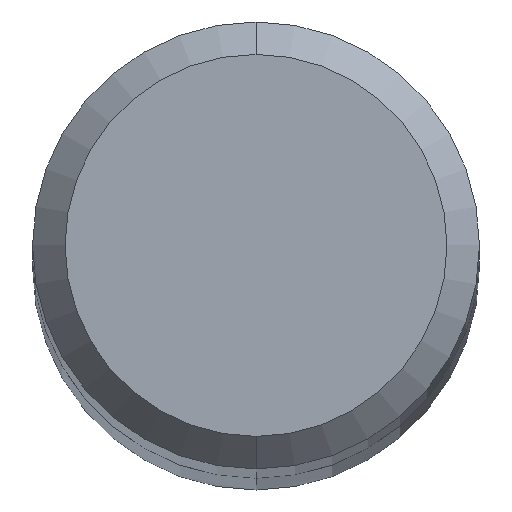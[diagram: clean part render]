
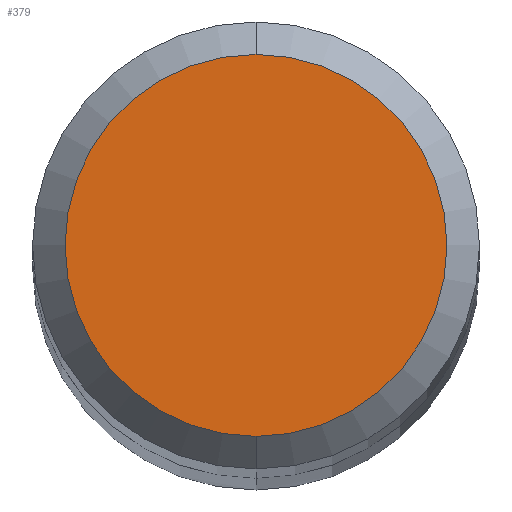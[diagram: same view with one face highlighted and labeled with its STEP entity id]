
A CAD part, top view. The second image highlights one B-rep face of the part: STEP entity #379.
In plain terms, the highlighted planar face has unit normal (0, 0, 1).
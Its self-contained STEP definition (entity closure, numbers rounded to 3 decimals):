
#267=VERTEX_POINT('',#539);
#281=VERTEX_POINT('',#554);
#341=EDGE_CURVE('',#267,#281,#621,.T.);
#363=EDGE_CURVE('',#281,#267,#644,.T.);
#379=ADVANCED_FACE('',(#661),#662,.T.);
#539=CARTESIAN_POINT('',(0.,-2.35,63.0));
#554=CARTESIAN_POINT('',(0.0,2.35,63.0));
#621=CIRCLE('',#1125,2.35);
#644=CIRCLE('',#1202,2.35);
#661=FACE_OUTER_BOUND('',#1250,.T.);
#662=PLANE('',#1251);
#1125=AXIS2_PLACEMENT_3D('',#1515,#1516,#1517);
#1202=AXIS2_PLACEMENT_3D('',#1527,#1528,#1529);
#1250=EDGE_LOOP('',(#1546,#1547));
#1251=AXIS2_PLACEMENT_3D('',#1548,#1549,#1550);
#1515=CARTESIAN_POINT('',(0.0,0.0,63.0));
#1516=DIRECTION('',(0.0,0.0,-1.0));
#1517=DIRECTION('',(0.0,1.0,0.0));
#1527=CARTESIAN_POINT('',(0.0,0.0,63.0));
#1528=DIRECTION('',(0.0,0.0,-1.0));
#1529=DIRECTION('',(0.0,1.0,0.0));
#1546=ORIENTED_EDGE('',*,*,#363,.F.);
#1547=ORIENTED_EDGE('',*,*,#341,.F.);
#1548=CARTESIAN_POINT('',(0.0,1.175,63.0));
#1549=DIRECTION('',(-0.0,0.0,1.0));
#1550=DIRECTION('',(0.0,-1.0,0.0));
